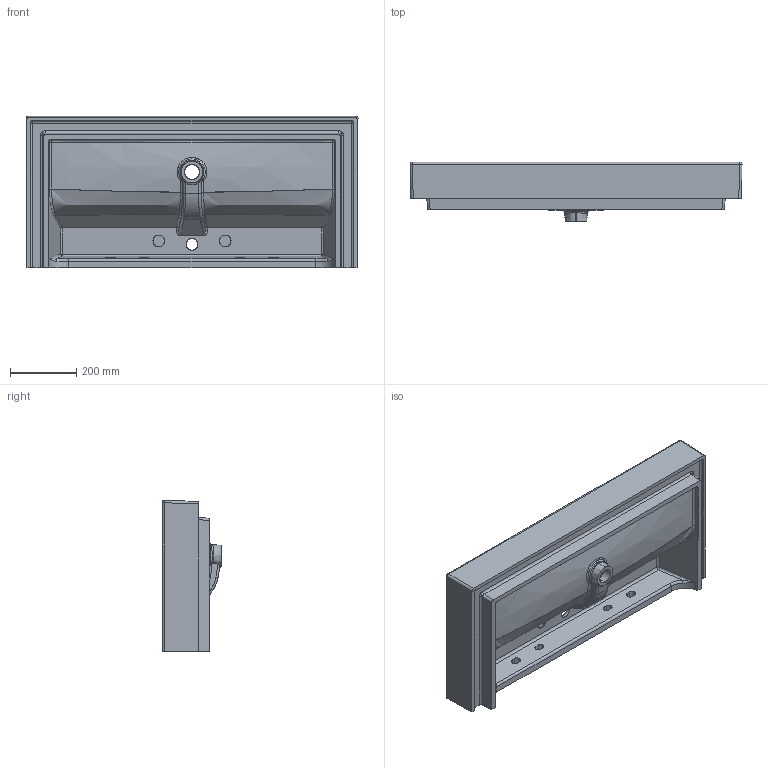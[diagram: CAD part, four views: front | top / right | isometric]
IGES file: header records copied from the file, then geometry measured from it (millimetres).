
Start section: SolidWorks IGES file using analytic representation for surfaces
Global section: file name: VELCA100.IGS; native system: SolidWorks 2013; preprocessor: SolidWorks 2013; author: UTENTE 1; date: 141013.172959; units: millimetre
Bounding box: 1000.13 x 180 x 455.06 mm (x, y, z)
Surface area: 1603701.1 mm2 (no closed solid volume)
Topology: 0 solids, 0 shells, 198 faces, 3806 edges, 4262 vertices
Faces by surface type: bspline 125, revolution 73
